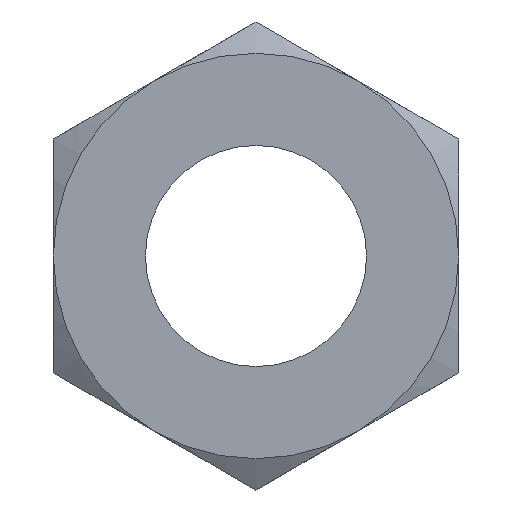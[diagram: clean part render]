
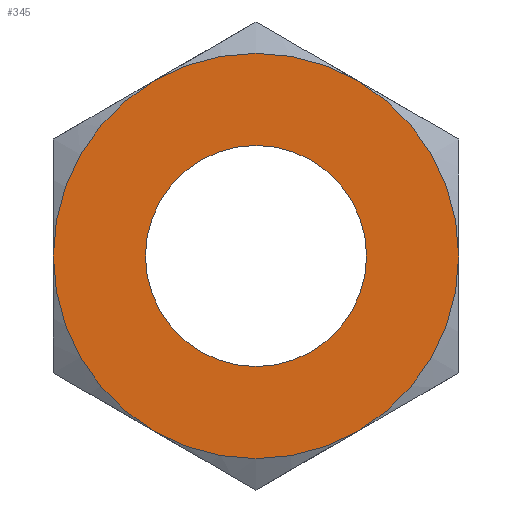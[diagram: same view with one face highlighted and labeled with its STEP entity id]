
A CAD part, front view. The second image highlights one B-rep face of the part: STEP entity #345.
In plain terms, the highlighted planar face has unit normal (0, -1, 0).
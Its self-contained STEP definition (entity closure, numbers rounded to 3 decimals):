
#72=PLANE('',#388);
#78=FACE_BOUND('',#132,.T.);
#102=FACE_OUTER_BOUND('',#131,.T.);
#131=EDGE_LOOP('',(#313,#314,#315,#316,#317,#318));
#132=EDGE_LOOP('',(#319));
#133=CIRCLE('',#349,1.5);
#144=CIRCLE('',#365,2.75);
#145=CIRCLE('',#367,2.75);
#146=CIRCLE('',#369,2.75);
#147=CIRCLE('',#371,2.75);
#148=CIRCLE('',#373,2.75);
#149=CIRCLE('',#375,2.75);
#150=VERTEX_POINT('',#481);
#162=VERTEX_POINT('',#509);
#163=VERTEX_POINT('',#513);
#164=VERTEX_POINT('',#519);
#167=VERTEX_POINT('',#530);
#169=VERTEX_POINT('',#540);
#170=VERTEX_POINT('',#549);
#179=EDGE_CURVE('',#150,#150,#133,.T.);
#192=EDGE_CURVE('',#162,#163,#144,.T.);
#194=EDGE_CURVE('',#163,#164,#145,.T.);
#198=EDGE_CURVE('',#167,#162,#146,.T.);
#201=EDGE_CURVE('',#169,#167,#147,.T.);
#203=EDGE_CURVE('',#164,#170,#148,.T.);
#207=EDGE_CURVE('',#170,#169,#149,.T.);
#313=ORIENTED_EDGE('',*,*,#194,.T.);
#314=ORIENTED_EDGE('',*,*,#203,.T.);
#315=ORIENTED_EDGE('',*,*,#207,.T.);
#316=ORIENTED_EDGE('',*,*,#201,.T.);
#317=ORIENTED_EDGE('',*,*,#198,.T.);
#318=ORIENTED_EDGE('',*,*,#192,.T.);
#319=ORIENTED_EDGE('',*,*,#179,.T.);
#345=ADVANCED_FACE('',(#102,#78),#72,.F.);
#349=AXIS2_PLACEMENT_3D('',#482,#393,#394);
#365=AXIS2_PLACEMENT_3D('',#517,#425,#426);
#367=AXIS2_PLACEMENT_3D('',#524,#429,#430);
#369=AXIS2_PLACEMENT_3D('',#537,#433,#434);
#371=AXIS2_PLACEMENT_3D('',#547,#437,#438);
#373=AXIS2_PLACEMENT_3D('',#554,#441,#442);
#375=AXIS2_PLACEMENT_3D('',#566,#445,#446);
#388=AXIS2_PLACEMENT_3D('',#627,#477,#478);
#393=DIRECTION('center_axis',(0.,1.,0.));
#394=DIRECTION('ref_axis',(-1.,0.,0.));
#425=DIRECTION('center_axis',(0.,-1.,0.));
#426=DIRECTION('ref_axis',(0.,0.,1.));
#429=DIRECTION('center_axis',(0.,-1.,0.));
#430=DIRECTION('ref_axis',(0.,0.,1.));
#433=DIRECTION('center_axis',(0.,-1.,0.));
#434=DIRECTION('ref_axis',(0.,0.,1.));
#437=DIRECTION('center_axis',(0.,-1.,0.));
#438=DIRECTION('ref_axis',(0.,0.,1.));
#441=DIRECTION('center_axis',(0.,-1.,0.));
#442=DIRECTION('ref_axis',(0.,0.,1.));
#445=DIRECTION('center_axis',(0.,-1.,0.));
#446=DIRECTION('ref_axis',(0.,0.,1.));
#477=DIRECTION('center_axis',(0.,1.,0.));
#478=DIRECTION('ref_axis',(1.,0.,0.));
#481=CARTESIAN_POINT('',(1.5,0.,0.));
#482=CARTESIAN_POINT('Origin',(0.,0.,0.));
#509=CARTESIAN_POINT('',(1.375,0.,-2.382));
#513=CARTESIAN_POINT('',(2.75,0.,0.));
#517=CARTESIAN_POINT('Origin',(0.,0.,0.));
#519=CARTESIAN_POINT('',(1.375,0.,2.382));
#524=CARTESIAN_POINT('Origin',(0.,0.,0.));
#530=CARTESIAN_POINT('',(-1.375,0.,-2.382));
#537=CARTESIAN_POINT('Origin',(0.,0.,0.));
#540=CARTESIAN_POINT('',(-2.75,0.,0.));
#547=CARTESIAN_POINT('Origin',(0.,0.,0.));
#549=CARTESIAN_POINT('',(-1.375,0.,2.382));
#554=CARTESIAN_POINT('Origin',(0.,0.,0.));
#566=CARTESIAN_POINT('Origin',(0.,0.,0.));
#627=CARTESIAN_POINT('Origin',(0.,0.,0.));
